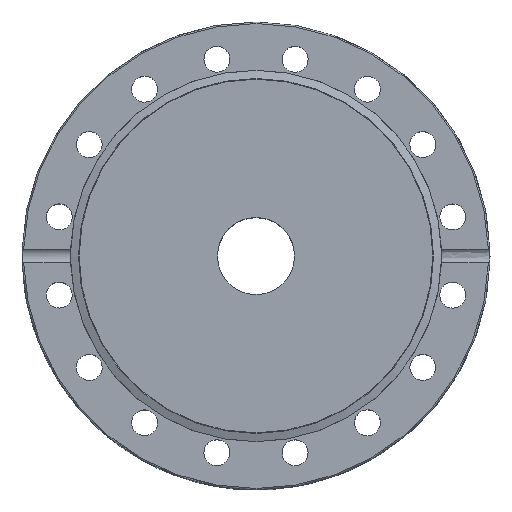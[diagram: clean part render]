
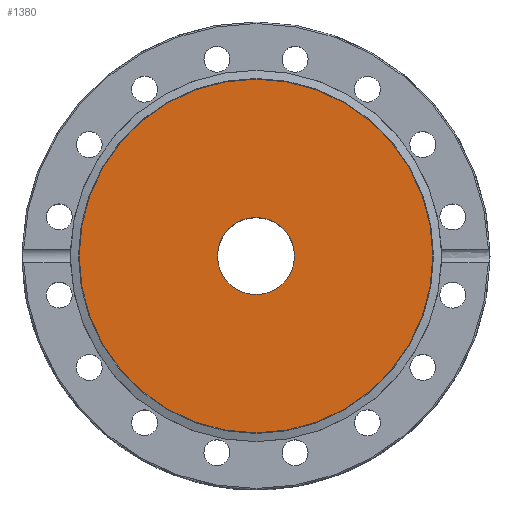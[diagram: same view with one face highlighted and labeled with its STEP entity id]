
A CAD part, top view. The second image highlights one B-rep face of the part: STEP entity #1380.
In plain terms, the highlighted planar face has unit normal (0, 0, 1).
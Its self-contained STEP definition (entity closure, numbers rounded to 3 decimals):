
#202=CARTESIAN_POINT('',(12.5,0.,18.8));
#203=VERTEX_POINT('',#202);
#204=CARTESIAN_POINT('',(0.0,0.0,18.8));
#205=DIRECTION('',(0.0,0.0,-1.0));
#206=DIRECTION('',(-1.0,0.0,0.0));
#207=AXIS2_PLACEMENT_3D('',#204,#205,#206);
#208=CIRCLE('',#207,12.5);
#209=EDGE_CURVE('',#203,#203,#208,.T.);
#1354=CARTESIAN_POINT('',(0.0,-57.432,18.8));
#1355=VERTEX_POINT('',#1354);
#1356=CARTESIAN_POINT('',(0.0,0.,18.8));
#1357=DIRECTION('',(0.0,0.0,-1.0));
#1358=DIRECTION('',(0.0,-1.0,0.0));
#1359=AXIS2_PLACEMENT_3D('',#1356,#1357,#1358);
#1360=CIRCLE('',#1359,57.432);
#1361=EDGE_CURVE('',#1355,#1355,#1360,.T.);
#1369=CARTESIAN_POINT('',(0.0,-28.716,18.8));
#1370=DIRECTION('',(0.0,0.0,-1.0));
#1371=DIRECTION('',(-1.0,0.0,0.0));
#1372=AXIS2_PLACEMENT_3D('',#1369,#1370,#1371);
#1373=PLANE('',#1372);
#1374=ORIENTED_EDGE('',*,*,#1361,.F.);
#1375=EDGE_LOOP('',(#1374));
#1376=FACE_OUTER_BOUND('',#1375,.T.);
#1377=ORIENTED_EDGE('',*,*,#209,.T.);
#1378=EDGE_LOOP('',(#1377));
#1379=FACE_BOUND('',#1378,.T.);
#1380=ADVANCED_FACE('',(#1376,#1379),#1373,.F.);
